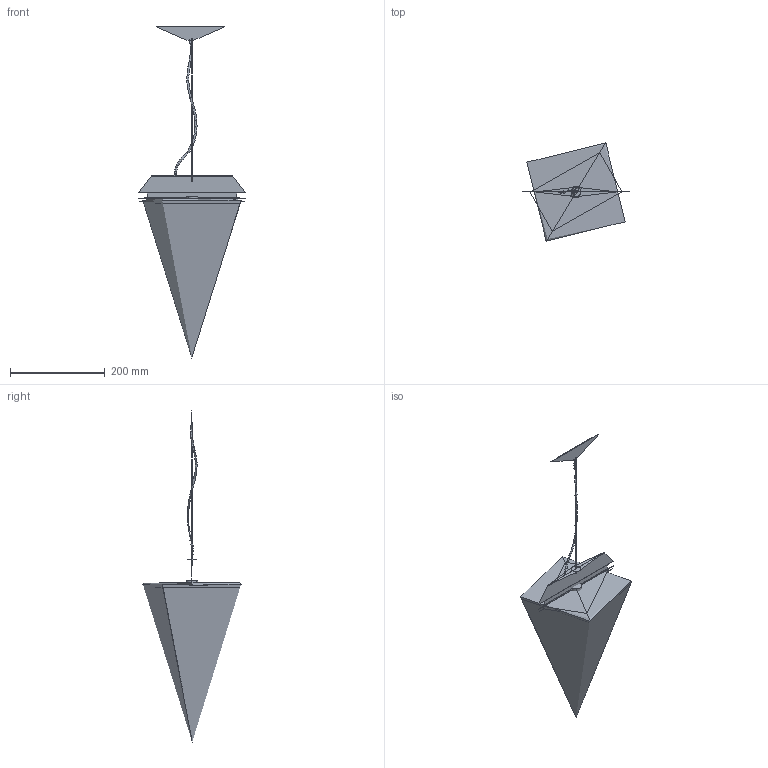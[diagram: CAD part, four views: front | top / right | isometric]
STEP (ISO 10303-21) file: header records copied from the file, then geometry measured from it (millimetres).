
FILE_DESCRIPTION(/* description */ (''),/* implementation_level */ '2;1');
FILE_NAME(/* name */ 'Empatia 360 sospensione',/* time_stamp */ '2015-03-02T15:43:24+01:00',/* author */ (''),/* organization */ (''),/* preprocessor_version */ 'ST-DEVELOPER v10',/* originating_system */ '',/* authorisation */ '');
FILE_SCHEMA (('CONFIG_CONTROL_DESIGN'));
Length unit declared in the file: millimetre
Products named in the file (2): 1; 2
Assembly tree (1 placements, depth 2):
  1
    2
Bounding box: 225.76 x 207.54 x 701.09 mm (x, y, z)
Volume: 4699953.1 mm3; surface area: 997941 mm2
Topology: 6 solids, 6 shells, 141 faces, 365 edges, 227 vertices
Faces by surface type: bspline 132, plane 9
Entity records: 6144 total; most frequent: CARTESIAN_POINT 4151, ORIENTED_EDGE 708, EDGE_CURVE 354, VERTEX_POINT 227, EDGE_LOOP 143, ADVANCED_FACE 141, FACE_OUTER_BOUND 141, B_SPLINE_CURVE_WITH_KNOTS 42
